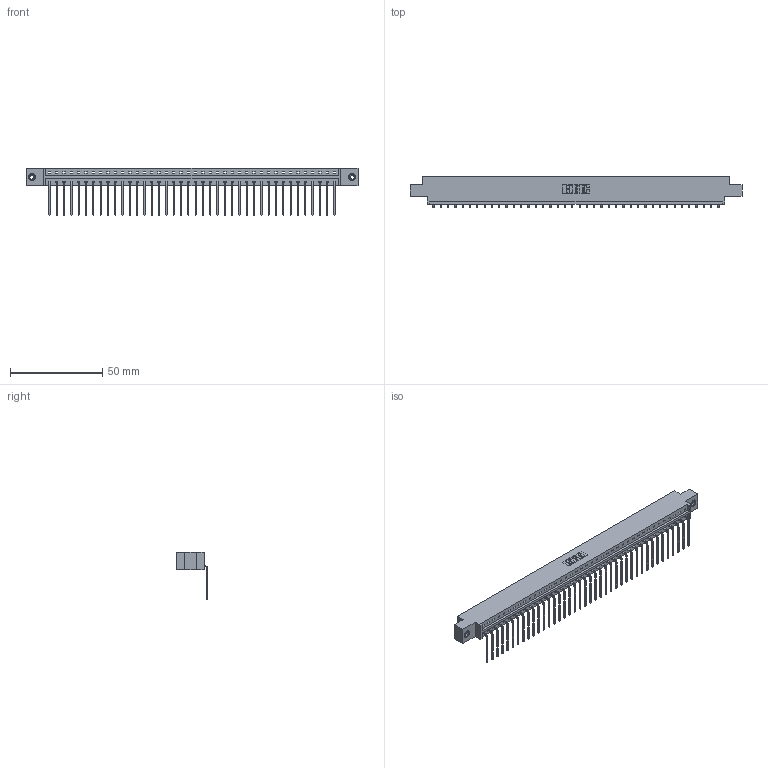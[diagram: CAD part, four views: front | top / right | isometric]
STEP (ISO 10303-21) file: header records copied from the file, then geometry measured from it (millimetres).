
FILE_DESCRIPTION (( 'STEP AP203' ), '1' );
FILE_NAME ('833-040-559-608.STEP', '2020-06-03T18:16:34', ( '' ), ( '' ), 'SwSTEP 2.0', 'SolidWorks 2020', '' );
FILE_SCHEMA (( 'CONFIG_CONTROL_DESIGN' ));
Length unit declared in the file: inch
Products named in the file (4): 833-040-559-608; 345-292-001_558 559 Tail - 1; 345-250-001_345-250-003-102; 833 Part_Offset - .156 Dia - TI
Assembly tree (43 placements, depth 2):
  833-040-559-608
    833 Part_Offset - .156 Dia - TI
    345-292-001_558 559 Tail - 1  x40
    345-250-001_345-250-003-102  x2
Bounding box: 180.04 x 17.09 x 25.53 mm (x, y, z)
Volume: 17998.4 mm3; surface area: 20501.9 mm2
Topology: 43 solids, 43 shells, 2578 faces, 7739 edges, 5098 vertices
Faces by surface type: plane 1866, cylinder 696, cone 12, torus 4
Entity records: 26114 total; most frequent: CARTESIAN_POINT 4489, ORIENTED_EDGE 4458, DIRECTION 3823, EDGE_CURVE 2229, VECTOR 2081, LINE 2081, VERTEX_POINT 1480, AXIS2_PLACEMENT_3D 871
